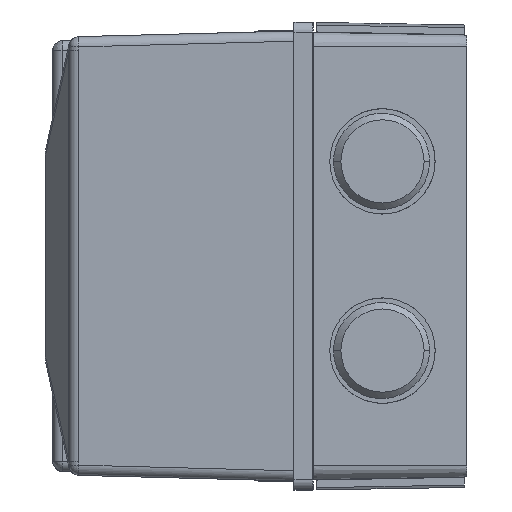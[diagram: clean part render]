
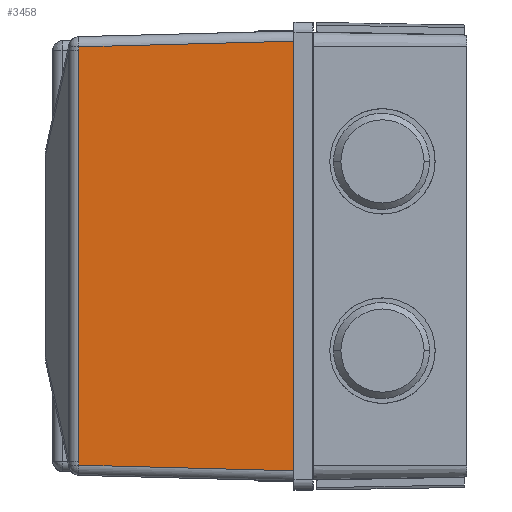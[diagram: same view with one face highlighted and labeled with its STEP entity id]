
A CAD part, left-side view. The second image highlights one B-rep face of the part: STEP entity #3458.
In plain terms, the highlighted planar face has unit normal (-1, 0.026, 0).
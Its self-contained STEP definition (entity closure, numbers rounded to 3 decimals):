
#636 = EDGE_CURVE ( 'NONE', #53001, #55320, #58112, .T. ) ;
#1936 = VECTOR ( 'NONE', #23596, 1000. ) ;
#2484 = VERTEX_POINT ( 'NONE', #14247 ) ;
#2963 = ORIENTED_EDGE ( 'NONE', *, *, #60263, .T. ) ;
#3458 = ADVANCED_FACE ( 'NONE', ( #19241 ), #13251, .T. ) ;
#4449 = CARTESIAN_POINT ( 'NONE',  ( -42.889, 42.438, 40.24 ) ) ;
#5563 = EDGE_CURVE ( 'NONE', #41253, #40741, #28290, .T. ) ;
#8025 = CARTESIAN_POINT ( 'NONE',  ( -44.001, -0.052, 42.002 ) ) ;
#8491 = CARTESIAN_POINT ( 'NONE',  ( -44., 0., 44. ) ) ;
#9910 = LINE ( 'NONE', #24772, #37057 ) ;
#12783 = LINE ( 'NONE', #8025, #62453 ) ;
#12884 = VECTOR ( 'NONE', #52399, 1000. ) ;
#13251 = PLANE ( 'NONE',  #13598 ) ;
#13598 = AXIS2_PLACEMENT_3D ( 'NONE', #8491, #46752, #37891 ) ;
#13734 = CARTESIAN_POINT ( 'NONE',  ( -42.89, 42.402, 40.89 ) ) ;
#14247 = CARTESIAN_POINT ( 'NONE',  ( -42.89, 42.402, -40.89 ) ) ;
#14492 = CARTESIAN_POINT ( 'NONE',  ( -42.889, 42.426, -40.672 ) ) ;
#18896 = CARTESIAN_POINT ( 'NONE',  ( -42.89, 42.402, -40.89 ) ) ;
#19241 = FACE_OUTER_BOUND ( 'NONE', #22030, .T. ) ;
#22030 = EDGE_LOOP ( 'NONE', ( #35613, #33211, #2963, #54602, #47985, #22377 ) ) ;
#22232 = EDGE_CURVE ( 'NONE', #45838, #2484, #57823, .T. ) ;
#22377 = ORIENTED_EDGE ( 'NONE', *, *, #636, .F. ) ;
#22777 = CARTESIAN_POINT ( 'NONE',  ( -42.889, 42.426, 40.672 ) ) ;
#23596 = DIRECTION ( 'NONE',  ( -0.026, -0.999, -0.026 ) ) ;
#24772 = CARTESIAN_POINT ( 'NONE',  ( -42.889, 42.438, 44. ) ) ;
#28290 =( BOUNDED_CURVE ( )  B_SPLINE_CURVE ( 3, ( #36707, #22777, #60719, #32250 ),
 .UNSPECIFIED., .F., .F. ) 
 B_SPLINE_CURVE_WITH_KNOTS ( ( 4, 4 ),
 ( 1.76, 1.914 ),
 .UNSPECIFIED. ) 
 CURVE ( )  GEOMETRIC_REPRESENTATION_ITEM ( )  RATIONAL_B_SPLINE_CURVE ( ( 1., 0.998, 0.998, 1. ) ) 
 REPRESENTATION_ITEM ( '' )  );
#30526 = CARTESIAN_POINT ( 'NONE',  ( -44.016, -0.6, 42.016 ) ) ;
#32250 = CARTESIAN_POINT ( 'NONE',  ( -42.889, 42.438, 40.24 ) ) ;
#33065 = CARTESIAN_POINT ( 'NONE',  ( -43.941, 2.249, -41.942 ) ) ;
#33211 = ORIENTED_EDGE ( 'NONE', *, *, #5563, .T. ) ;
#35613 = ORIENTED_EDGE ( 'NONE', *, *, #48214, .T. ) ;
#35898 = CARTESIAN_POINT ( 'NONE',  ( -44.016, -0.6, -42.016 ) ) ;
#36707 = CARTESIAN_POINT ( 'NONE',  ( -42.89, 42.402, 40.89 ) ) ;
#37057 = VECTOR ( 'NONE', #38679, 1000. ) ;
#37891 = DIRECTION ( 'NONE',  ( -0.026, -1., 0. ) ) ;
#38679 = DIRECTION ( 'NONE',  ( 0., 0., -1. ) ) ;
#40741 = VERTEX_POINT ( 'NONE', #4449 ) ;
#40927 = DIRECTION ( 'NONE',  ( 0.026, 0.999, -0.026 ) ) ;
#41253 = VERTEX_POINT ( 'NONE', #13734 ) ;
#42580 = CARTESIAN_POINT ( 'NONE',  ( -42.889, 42.438, -40.455 ) ) ;
#45838 = VERTEX_POINT ( 'NONE', #57476 ) ;
#46752 = DIRECTION ( 'NONE',  ( -1., 0.026, 0. ) ) ;
#47643 = CARTESIAN_POINT ( 'NONE',  ( -42.889, 42.438, -40.24 ) ) ;
#47985 = ORIENTED_EDGE ( 'NONE', *, *, #54379, .T. ) ;
#47996 = CARTESIAN_POINT ( 'NONE',  ( -44.016, -0.6, 44. ) ) ;
#48214 = EDGE_CURVE ( 'NONE', #53001, #41253, #12783, .T. ) ;
#52399 = DIRECTION ( 'NONE',  ( 0., 0., -1. ) ) ;
#53001 = VERTEX_POINT ( 'NONE', #30526 ) ;
#54379 = EDGE_CURVE ( 'NONE', #2484, #55320, #57052, .T. ) ;
#54602 = ORIENTED_EDGE ( 'NONE', *, *, #22232, .T. ) ;
#55320 = VERTEX_POINT ( 'NONE', #35898 ) ;
#57052 = LINE ( 'NONE', #33065, #1936 ) ;
#57476 = CARTESIAN_POINT ( 'NONE',  ( -42.889, 42.438, -40.24 ) ) ;
#57823 =( BOUNDED_CURVE ( )  B_SPLINE_CURVE ( 3, ( #47643, #42580, #14492, #18896 ),
 .UNSPECIFIED., .F., .F. ) 
 B_SPLINE_CURVE_WITH_KNOTS ( ( 4, 4 ),
 ( 4.37, 4.523 ),
 .UNSPECIFIED. ) 
 CURVE ( )  GEOMETRIC_REPRESENTATION_ITEM ( )  RATIONAL_B_SPLINE_CURVE ( ( 1., 0.998, 0.998, 1. ) ) 
 REPRESENTATION_ITEM ( '' )  );
#58112 = LINE ( 'NONE', #47996, #12884 ) ;
#60263 = EDGE_CURVE ( 'NONE', #40741, #45838, #9910, .T. ) ;
#60719 = CARTESIAN_POINT ( 'NONE',  ( -42.889, 42.438, 40.455 ) ) ;
#62453 = VECTOR ( 'NONE', #40927, 1000. ) ;
